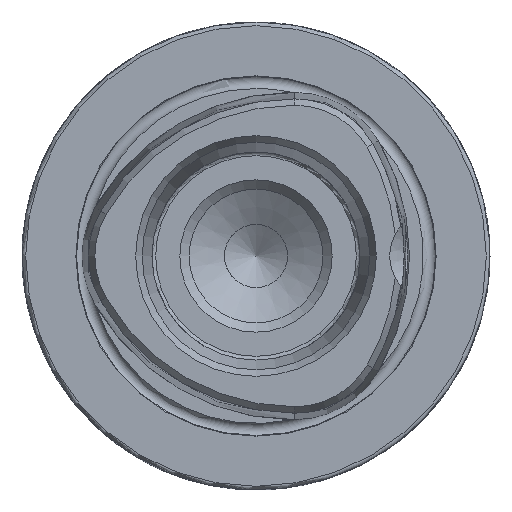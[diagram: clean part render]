
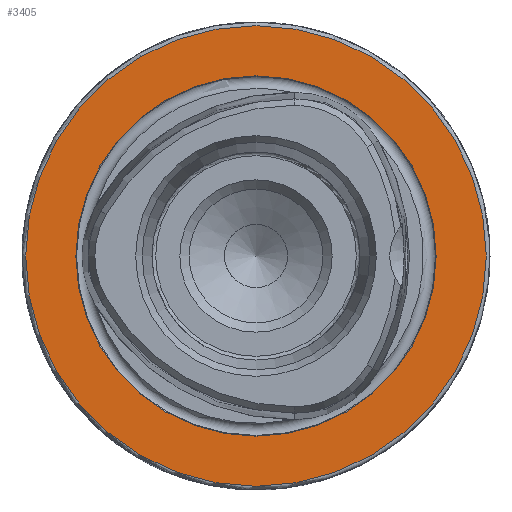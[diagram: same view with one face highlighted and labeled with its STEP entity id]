
A CAD part, left-side view. The second image highlights one B-rep face of the part: STEP entity #3405.
In plain terms, the highlighted planar face has unit normal (-1, 0, 0).
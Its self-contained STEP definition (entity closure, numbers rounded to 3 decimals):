
#334 = DIRECTION ( 'NONE',  ( 0., 0., 1. ) ) ;
#357 = EDGE_CURVE ( 'NONE', #4225, #4225, #3349, .T. ) ;
#410 = DIRECTION ( 'NONE',  ( 1., 0., 0. ) ) ;
#933 = CIRCLE ( 'NONE', #1186, 24.25 ) ;
#1186 = AXIS2_PLACEMENT_3D ( 'NONE', #3459, #6072, #1599 ) ;
#1599 = DIRECTION ( 'NONE',  ( 0., 0., 1. ) ) ;
#2022 = AXIS2_PLACEMENT_3D ( 'NONE', #6040, #5439, #334 ) ;
#2466 = EDGE_CURVE ( 'NONE', #8185, #8185, #933, .T. ) ;
#3349 = CIRCLE ( 'NONE', #2022, 31. ) ;
#3405 = ADVANCED_FACE ( 'NONE', ( #5395, #3691 ), #4671, .F. ) ;
#3459 = CARTESIAN_POINT ( 'NONE',  ( 0., 0., 0. ) ) ;
#3691 = FACE_OUTER_BOUND ( 'NONE', #4281, .T. ) ;
#4225 = VERTEX_POINT ( 'NONE', #6330 ) ;
#4281 = EDGE_LOOP ( 'NONE', ( #5133 ) ) ;
#4671 = PLANE ( 'NONE',  #6621 ) ;
#5133 = ORIENTED_EDGE ( 'NONE', *, *, #357, .T. ) ;
#5395 = FACE_BOUND ( 'NONE', #7949, .T. ) ;
#5439 = DIRECTION ( 'NONE',  ( -1., 0., 0. ) ) ;
#5645 = ORIENTED_EDGE ( 'NONE', *, *, #2466, .F. ) ;
#6040 = CARTESIAN_POINT ( 'NONE',  ( 0., 0., 0. ) ) ;
#6072 = DIRECTION ( 'NONE',  ( -1., 0., 0. ) ) ;
#6166 = DIRECTION ( 'NONE',  ( 0., 0., -1. ) ) ;
#6330 = CARTESIAN_POINT ( 'NONE',  ( 0., 0., 31. ) ) ;
#6384 = CARTESIAN_POINT ( 'NONE',  ( 0., 0., 24.25 ) ) ;
#6621 = AXIS2_PLACEMENT_3D ( 'NONE', #7854, #410, #6166 ) ;
#7854 = CARTESIAN_POINT ( 'NONE',  ( 0., 24.25, 0. ) ) ;
#7949 = EDGE_LOOP ( 'NONE', ( #5645 ) ) ;
#8185 = VERTEX_POINT ( 'NONE', #6384 ) ;
